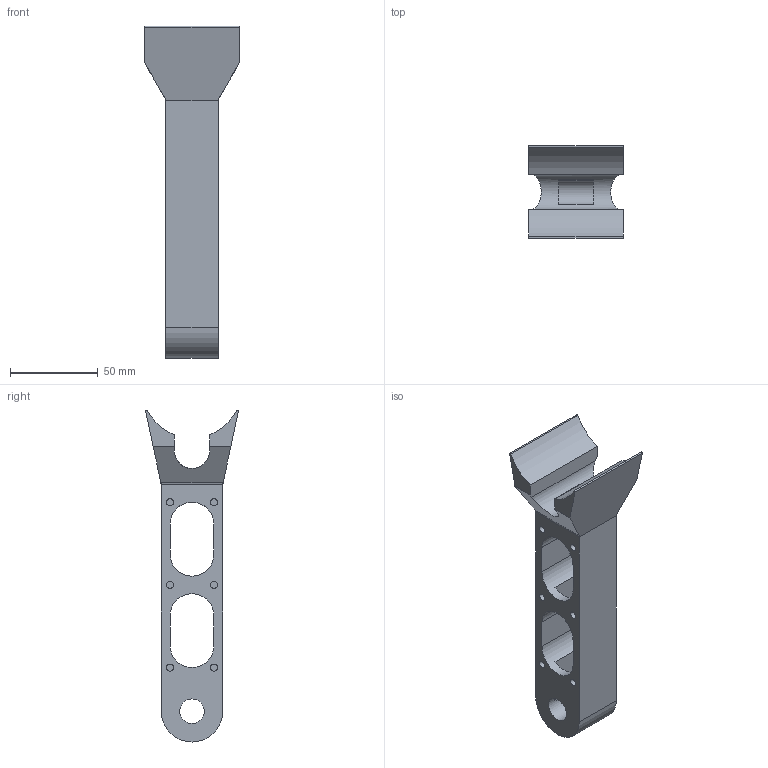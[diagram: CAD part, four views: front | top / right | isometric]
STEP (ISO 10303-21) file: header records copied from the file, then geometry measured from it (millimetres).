
FILE_DESCRIPTION(/* description */ (''),/* implementation_level */ '2;1');
FILE_NAME(/* name */ 'link3-4-frame_v0.1.0.step',/* time_stamp */ '2025-09-23T16:28:56+02:00',/* author */ (''),/* organization */ (''),/* preprocessor_version */ 'ST-DEVELOPER v20.1',/* originating_system */ 'Autodesk Translation Framework v14.10.0.0',/* authorisation */ '');
FILE_SCHEMA (('AUTOMOTIVE_DESIGN { 1 0 10303 214 3 1 1 }'));
Length unit declared in the file: millimetre
Products named in the file (1): link3-4_2 shell v0.2
Bounding box: 54 x 52.68 x 188.84 mm (x, y, z)
Volume: 117893.8 mm3; surface area: 37093.7 mm2
Topology: 1 solids, 1 shells, 71 faces, 170 edges, 112 vertices
Faces by surface type: plane 42, cylinder 29
Full cylindrical faces by diameter (mm): 4 x12, 14 x1
Entity records: 2130 total; most frequent: DIRECTION 386, CARTESIAN_POINT 354, ORIENTED_EDGE 340, EDGE_CURVE 170, AXIS2_PLACEMENT_3D 144, VERTEX_POINT 112, LINE 98, VECTOR 98
